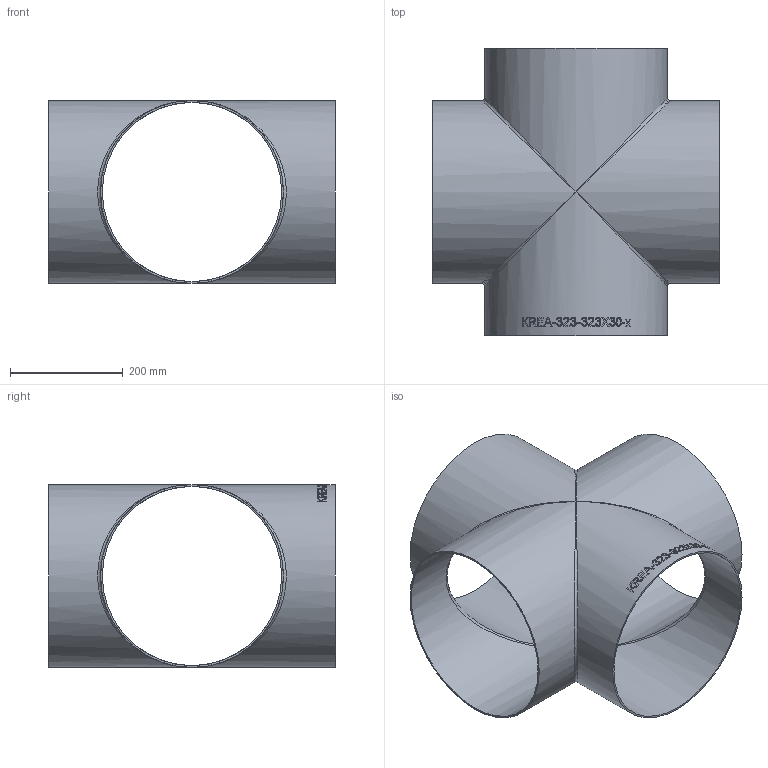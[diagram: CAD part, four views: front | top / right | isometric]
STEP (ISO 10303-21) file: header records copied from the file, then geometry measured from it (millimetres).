
FILE_DESCRIPTION (( 'STEP AP214' ), '1' );
FILE_NAME ('KREA-323-323X30-x Kreuz-Stück 2005.STEP', '2020-05-14T08:21:50', ( '' ), ( '' ), 'SwSTEP 2.0', 'SolidWorks 2019', '' );
FILE_SCHEMA (( 'AUTOMOTIVE_DESIGN' ));
Length unit declared in the file: millimetre
Products named in the file (1): KREA-323-323X30-x Kreuz-Stück 2005
Bounding box: 508 x 508 x 323.9 mm (x, y, z)
Volume: 1831206.7 mm3; surface area: 1232407 mm2
Topology: 1 solids, 1 shells, 260 faces, 711 edges, 454 vertices
Faces by surface type: bspline 169, plane 63, cylinder 28
Full cylindrical faces by diameter (mm): 317.9 x4, 323.9 x4
Entity records: 42861 total; most frequent: CARTESIAN_POINT 35258, ORIENTED_EDGE 1368, EDGE_CURVE 684, B_SPLINE_CURVE_WITH_KNOTS 504, VERTEX_POINT 452, DIRECTION 434, EDGE_LOOP 292, FACE_OUTER_BOUND 268
